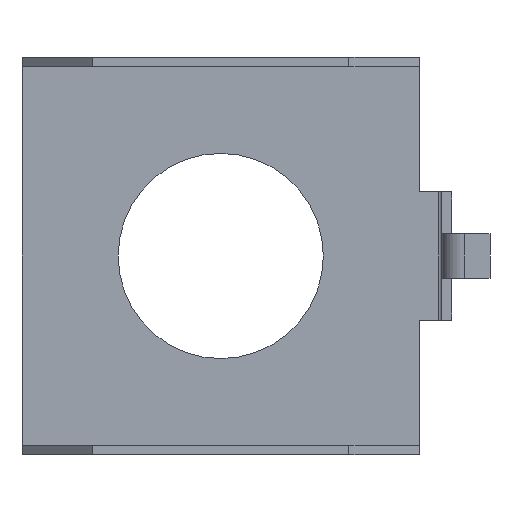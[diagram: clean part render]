
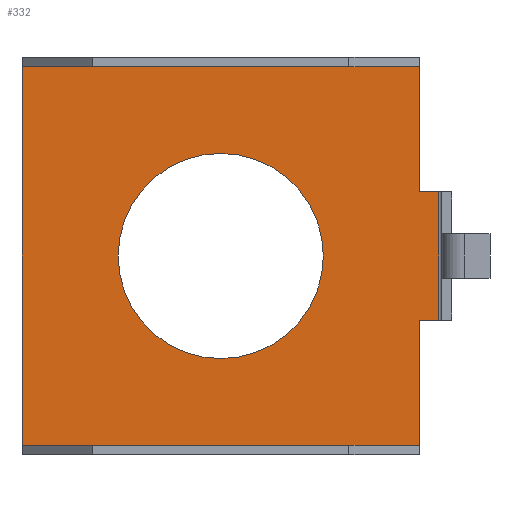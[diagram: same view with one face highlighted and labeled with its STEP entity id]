
A CAD part, front view. The second image highlights one B-rep face of the part: STEP entity #332.
In plain terms, the highlighted planar face has unit normal (0, -1, 0).
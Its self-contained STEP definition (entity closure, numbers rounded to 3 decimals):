
#5 = VERTEX_POINT ( 'NONE', #867 ) ;
#31 = DIRECTION ( 'NONE',  ( 0., 1., 0. ) ) ;
#41 = DIRECTION ( 'NONE',  ( 0., 1., 0. ) ) ;
#55 = EDGE_CURVE ( 'NONE', #1030, #530, #643, .T. ) ;
#73 = DIRECTION ( 'NONE',  ( -1., 0., 0. ) ) ;
#82 = ORIENTED_EDGE ( 'NONE', *, *, #235, .T. ) ;
#86 = ORIENTED_EDGE ( 'NONE', *, *, #245, .F. ) ;
#107 = EDGE_LOOP ( 'NONE', ( #1529, #1290, #171, #402, #551, #419, #1226, #780, #82, #1460, #212, #86 ) ) ;
#109 = CARTESIAN_POINT ( 'NONE',  ( -1.2, 1.85, 2.95 ) ) ;
#130 = CARTESIAN_POINT ( 'NONE',  ( 3.4, 1.85, 1. ) ) ;
#134 = LINE ( 'NONE', #298, #521 ) ;
#146 = DIRECTION ( 'NONE',  ( 0., 0., 1. ) ) ;
#150 = DIRECTION ( 'NONE',  ( 1., 0., 0. ) ) ;
#158 = VERTEX_POINT ( 'NONE', #1241 ) ;
#165 = CARTESIAN_POINT ( 'NONE',  ( 0., 1.85, 0. ) ) ;
#169 = DIRECTION ( 'NONE',  ( 0., 0., -1. ) ) ;
#171 = ORIENTED_EDGE ( 'NONE', *, *, #1295, .T. ) ;
#189 = LINE ( 'NONE', #438, #1096 ) ;
#212 = ORIENTED_EDGE ( 'NONE', *, *, #633, .F. ) ;
#217 = ORIENTED_EDGE ( 'NONE', *, *, #624, .T. ) ;
#219 = DIRECTION ( 'NONE',  ( 1., 0., 0. ) ) ;
#223 = EDGE_CURVE ( 'NONE', #945, #5, #295, .T. ) ;
#235 = EDGE_CURVE ( 'NONE', #709, #303, #749, .T. ) ;
#245 = EDGE_CURVE ( 'NONE', #945, #1428, #1434, .T. ) ;
#252 = VECTOR ( 'NONE', #150, 1000. ) ;
#264 = LINE ( 'NONE', #674, #504 ) ;
#274 = AXIS2_PLACEMENT_3D ( 'NONE', #451, #461, #1403 ) ;
#276 = VECTOR ( 'NONE', #1134, 1000. ) ;
#295 = LINE ( 'NONE', #320, #862 ) ;
#298 = CARTESIAN_POINT ( 'NONE',  ( -3.1, 1.85, 3.1 ) ) ;
#303 = VERTEX_POINT ( 'NONE', #678 ) ;
#310 = CARTESIAN_POINT ( 'NONE',  ( 1.2, 1.85, -2.95 ) ) ;
#313 = DIRECTION ( 'NONE',  ( -1., 0., 0. ) ) ;
#317 = DIRECTION ( 'NONE',  ( 0., 0., -1. ) ) ;
#320 = CARTESIAN_POINT ( 'NONE',  ( 3.1, 1.85, 2.95 ) ) ;
#332 = ADVANCED_FACE ( 'NONE', ( #642, #925 ), #1155, .F. ) ;
#346 = EDGE_CURVE ( 'NONE', #5, #414, #904, .T. ) ;
#381 = EDGE_LOOP ( 'NONE', ( #217, #563 ) ) ;
#402 = ORIENTED_EDGE ( 'NONE', *, *, #1324, .T. ) ;
#414 = VERTEX_POINT ( 'NONE', #109 ) ;
#418 = DIRECTION ( 'NONE',  ( -1., 0., 0. ) ) ;
#419 = ORIENTED_EDGE ( 'NONE', *, *, #1433, .T. ) ;
#438 = CARTESIAN_POINT ( 'NONE',  ( 3.1, 1.85, 2.95 ) ) ;
#439 = VERTEX_POINT ( 'NONE', #1298 ) ;
#450 = VECTOR ( 'NONE', #313, 1000. ) ;
#451 = CARTESIAN_POINT ( 'NONE',  ( 3.1, 1.85, 3.1 ) ) ;
#461 = DIRECTION ( 'NONE',  ( 0., 1., 0. ) ) ;
#504 = VECTOR ( 'NONE', #219, 1000. ) ;
#521 = VECTOR ( 'NONE', #1360, 1000. ) ;
#530 = VERTEX_POINT ( 'NONE', #954 ) ;
#551 = ORIENTED_EDGE ( 'NONE', *, *, #812, .F. ) ;
#554 = VECTOR ( 'NONE', #557, 1000. ) ;
#557 = DIRECTION ( 'NONE',  ( 0., 0., -1. ) ) ;
#563 = ORIENTED_EDGE ( 'NONE', *, *, #55, .T. ) ;
#624 = EDGE_CURVE ( 'NONE', #530, #1030, #964, .T. ) ;
#625 = CARTESIAN_POINT ( 'NONE',  ( 3.1, 1.85, -1. ) ) ;
#633 = EDGE_CURVE ( 'NONE', #1428, #158, #916, .T. ) ;
#642 = FACE_BOUND ( 'NONE', #381, .T. ) ;
#643 = CIRCLE ( 'NONE', #1408, 1.6 ) ;
#660 = CARTESIAN_POINT ( 'NONE',  ( 3.1, 1.85, -2.95 ) ) ;
#674 = CARTESIAN_POINT ( 'NONE',  ( 3.1, 1.85, -2.95 ) ) ;
#675 = VERTEX_POINT ( 'NONE', #1002 ) ;
#676 = CARTESIAN_POINT ( 'NONE',  ( 3.1, 1.85, 2.95 ) ) ;
#678 = CARTESIAN_POINT ( 'NONE',  ( 3.4, 1.85, -1. ) ) ;
#684 = DIRECTION ( 'NONE',  ( -1., 0., 0. ) ) ;
#700 = DIRECTION ( 'NONE',  ( -1., 0., 0. ) ) ;
#709 = VERTEX_POINT ( 'NONE', #625 ) ;
#725 = VECTOR ( 'NONE', #169, 1000. ) ;
#742 = VERTEX_POINT ( 'NONE', #1225 ) ;
#749 = LINE ( 'NONE', #782, #276 ) ;
#778 = CARTESIAN_POINT ( 'NONE',  ( 3.1, 1.85, 1. ) ) ;
#780 = ORIENTED_EDGE ( 'NONE', *, *, #1008, .F. ) ;
#782 = CARTESIAN_POINT ( 'NONE',  ( 3.1, 1.85, -1. ) ) ;
#812 = EDGE_CURVE ( 'NONE', #1230, #675, #1523, .T. ) ;
#837 = VERTEX_POINT ( 'NONE', #310 ) ;
#862 = VECTOR ( 'NONE', #684, 1000. ) ;
#867 = CARTESIAN_POINT ( 'NONE',  ( 1.2, 1.85, 2.95 ) ) ;
#891 = VECTOR ( 'NONE', #418, 1000. ) ;
#904 = LINE ( 'NONE', #1537, #1199 ) ;
#916 = LINE ( 'NONE', #1231, #252 ) ;
#925 = FACE_OUTER_BOUND ( 'NONE', #107, .T. ) ;
#945 = VERTEX_POINT ( 'NONE', #676 ) ;
#954 = CARTESIAN_POINT ( 'NONE',  ( 0., 1.85, 1.6 ) ) ;
#964 = CIRCLE ( 'NONE', #1436, 1.6 ) ;
#983 = DIRECTION ( 'NONE',  ( 0., 0., 1. ) ) ;
#1002 = CARTESIAN_POINT ( 'NONE',  ( -3.1, 1.85, -2.95 ) ) ;
#1008 = EDGE_CURVE ( 'NONE', #709, #439, #1347, .T. ) ;
#1030 = VERTEX_POINT ( 'NONE', #1071 ) ;
#1071 = CARTESIAN_POINT ( 'NONE',  ( 0., 1.85, -1.6 ) ) ;
#1096 = VECTOR ( 'NONE', #73, 1000. ) ;
#1106 = CARTESIAN_POINT ( 'NONE',  ( -1.2, 1.85, -2.95 ) ) ;
#1112 = VECTOR ( 'NONE', #317, 1000. ) ;
#1134 = DIRECTION ( 'NONE',  ( 1., 0., 0. ) ) ;
#1155 = PLANE ( 'NONE',  #274 ) ;
#1182 = EDGE_CURVE ( 'NONE', #158, #303, #1300, .T. ) ;
#1199 = VECTOR ( 'NONE', #700, 1000. ) ;
#1202 = LINE ( 'NONE', #1474, #450 ) ;
#1225 = CARTESIAN_POINT ( 'NONE',  ( -3.1, 1.85, 2.95 ) ) ;
#1226 = ORIENTED_EDGE ( 'NONE', *, *, #1333, .F. ) ;
#1230 = VERTEX_POINT ( 'NONE', #1106 ) ;
#1231 = CARTESIAN_POINT ( 'NONE',  ( 3.1, 1.85, 1. ) ) ;
#1241 = CARTESIAN_POINT ( 'NONE',  ( 3.4, 1.85, 1. ) ) ;
#1271 = CARTESIAN_POINT ( 'NONE',  ( 3.1, 1.85, 3.1 ) ) ;
#1275 = CARTESIAN_POINT ( 'NONE',  ( 3.1, 1.85, 3.1 ) ) ;
#1290 = ORIENTED_EDGE ( 'NONE', *, *, #346, .T. ) ;
#1295 = EDGE_CURVE ( 'NONE', #414, #742, #189, .T. ) ;
#1298 = CARTESIAN_POINT ( 'NONE',  ( 3.1, 1.85, -2.95 ) ) ;
#1300 = LINE ( 'NONE', #130, #725 ) ;
#1324 = EDGE_CURVE ( 'NONE', #742, #675, #134, .T. ) ;
#1333 = EDGE_CURVE ( 'NONE', #439, #837, #1202, .T. ) ;
#1347 = LINE ( 'NONE', #1275, #1112 ) ;
#1360 = DIRECTION ( 'NONE',  ( 0., 0., -1. ) ) ;
#1403 = DIRECTION ( 'NONE',  ( 0., 0., 1. ) ) ;
#1408 = AXIS2_PLACEMENT_3D ( 'NONE', #165, #31, #146 ) ;
#1428 = VERTEX_POINT ( 'NONE', #778 ) ;
#1433 = EDGE_CURVE ( 'NONE', #1230, #837, #264, .T. ) ;
#1434 = LINE ( 'NONE', #1271, #554 ) ;
#1436 = AXIS2_PLACEMENT_3D ( 'NONE', #1444, #41, #983 ) ;
#1444 = CARTESIAN_POINT ( 'NONE',  ( 0., 1.85, 0. ) ) ;
#1460 = ORIENTED_EDGE ( 'NONE', *, *, #1182, .F. ) ;
#1474 = CARTESIAN_POINT ( 'NONE',  ( 3.1, 1.85, -2.95 ) ) ;
#1523 = LINE ( 'NONE', #660, #891 ) ;
#1529 = ORIENTED_EDGE ( 'NONE', *, *, #223, .T. ) ;
#1537 = CARTESIAN_POINT ( 'NONE',  ( 3.1, 1.85, 2.95 ) ) ;
